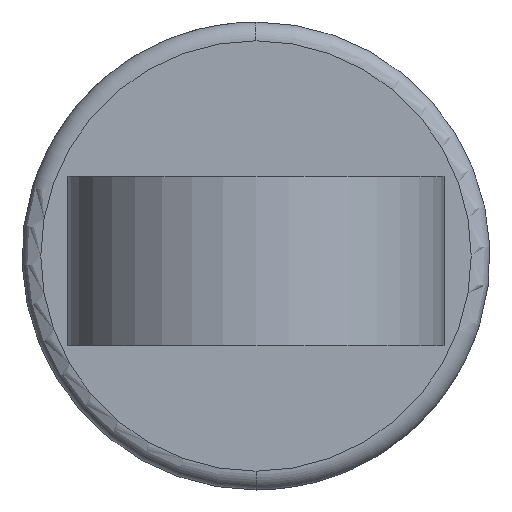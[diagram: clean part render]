
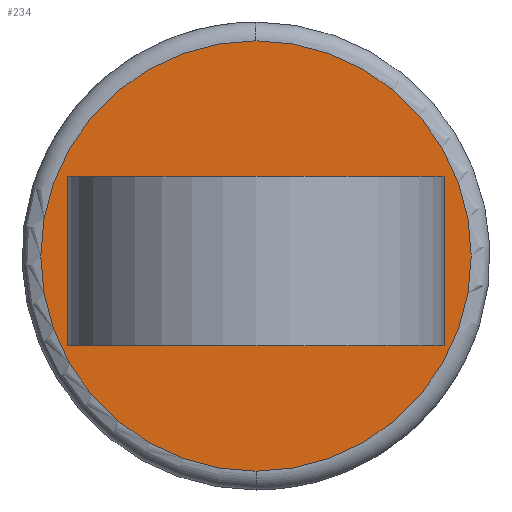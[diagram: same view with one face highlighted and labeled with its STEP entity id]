
A CAD part, left-side view. The second image highlights one B-rep face of the part: STEP entity #234.
In plain terms, the highlighted planar face has unit normal (-1, 0, 0).
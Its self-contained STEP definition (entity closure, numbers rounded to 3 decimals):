
#8 = CARTESIAN_POINT ( 'NONE',  ( 0., 100., -47.679 ) ) ;
#11 = LINE ( 'NONE', #284, #271 ) ;
#18 = DIRECTION ( 'NONE',  ( 0., 0., -1. ) ) ;
#27 = CARTESIAN_POINT ( 'NONE',  ( 0., 0., 114.414 ) ) ;
#30 = DIRECTION ( 'NONE',  ( 0., -1., 0. ) ) ;
#45 = CARTESIAN_POINT ( 'NONE',  ( 0., -100., 42.321 ) ) ;
#50 = VECTOR ( 'NONE', #249, 1000. ) ;
#66 = EDGE_LOOP ( 'NONE', ( #194, #331, #191, #233 ) ) ;
#81 = EDGE_CURVE ( 'NONE', #134, #489, #440, .T. ) ;
#82 = VERTEX_POINT ( 'NONE', #410 ) ;
#98 = CARTESIAN_POINT ( 'NONE',  ( 0., 100., 42.321 ) ) ;
#110 = VERTEX_POINT ( 'NONE', #8 ) ;
#123 = EDGE_CURVE ( 'NONE', #195, #134, #282, .T. ) ;
#125 = CARTESIAN_POINT ( 'NONE',  ( 0., 0., 0. ) ) ;
#134 = VERTEX_POINT ( 'NONE', #45 ) ;
#168 = CARTESIAN_POINT ( 'NONE',  ( 0., 100., 42.321 ) ) ;
#190 = EDGE_CURVE ( 'NONE', #82, #257, #209, .T. ) ;
#191 = ORIENTED_EDGE ( 'NONE', *, *, #81, .F. ) ;
#194 = ORIENTED_EDGE ( 'NONE', *, *, #252, .F. ) ;
#195 = VERTEX_POINT ( 'NONE', #235 ) ;
#204 = DIRECTION ( 'NONE',  ( 0., 0., -1. ) ) ;
#205 = DIRECTION ( 'NONE',  ( 1., 0., 0. ) ) ;
#209 = CIRCLE ( 'NONE', #232, 114.414 ) ;
#232 = AXIS2_PLACEMENT_3D ( 'NONE', #125, #362, #18 ) ;
#233 = ORIENTED_EDGE ( 'NONE', *, *, #123, .F. ) ;
#234 = ADVANCED_FACE ( 'NONE', ( #429, #315 ), #237, .F. ) ;
#235 = CARTESIAN_POINT ( 'NONE',  ( 0., -100., -47.679 ) ) ;
#237 = PLANE ( 'NONE',  #304 ) ;
#249 = DIRECTION ( 'NONE',  ( 0., 1., 0. ) ) ;
#252 = EDGE_CURVE ( 'NONE', #110, #195, #438, .T. ) ;
#257 = VERTEX_POINT ( 'NONE', #27 ) ;
#271 = VECTOR ( 'NONE', #309, 1000. ) ;
#282 = LINE ( 'NONE', #472, #325 ) ;
#284 = CARTESIAN_POINT ( 'NONE',  ( 0., 100., -47.679 ) ) ;
#290 = CARTESIAN_POINT ( 'NONE',  ( 0., 100., -47.679 ) ) ;
#304 = AXIS2_PLACEMENT_3D ( 'NONE', #398, #205, #357 ) ;
#308 = VECTOR ( 'NONE', #30, 1000. ) ;
#309 = DIRECTION ( 'NONE',  ( 0., 0., -1. ) ) ;
#315 = FACE_BOUND ( 'NONE', #66, .T. ) ;
#325 = VECTOR ( 'NONE', #399, 1000. ) ;
#331 = ORIENTED_EDGE ( 'NONE', *, *, #479, .F. ) ;
#344 = ORIENTED_EDGE ( 'NONE', *, *, #190, .T. ) ;
#350 = DIRECTION ( 'NONE',  ( -1., 0., 0. ) ) ;
#357 = DIRECTION ( 'NONE',  ( 0., 0., -1. ) ) ;
#362 = DIRECTION ( 'NONE',  ( -1., 0., 0. ) ) ;
#389 = EDGE_LOOP ( 'NONE', ( #344, #455 ) ) ;
#395 = CARTESIAN_POINT ( 'NONE',  ( 0., 0., 0. ) ) ;
#398 = CARTESIAN_POINT ( 'NONE',  ( 0., 0., 0. ) ) ;
#399 = DIRECTION ( 'NONE',  ( 0., 0., 1. ) ) ;
#410 = CARTESIAN_POINT ( 'NONE',  ( 0., 0., -114.414 ) ) ;
#426 = CIRCLE ( 'NONE', #484, 114.414 ) ;
#429 = FACE_OUTER_BOUND ( 'NONE', #389, .T. ) ;
#438 = LINE ( 'NONE', #290, #308 ) ;
#440 = LINE ( 'NONE', #98, #50 ) ;
#455 = ORIENTED_EDGE ( 'NONE', *, *, #466, .T. ) ;
#466 = EDGE_CURVE ( 'NONE', #257, #82, #426, .T. ) ;
#472 = CARTESIAN_POINT ( 'NONE',  ( 0., -100., -47.679 ) ) ;
#479 = EDGE_CURVE ( 'NONE', #489, #110, #11, .T. ) ;
#484 = AXIS2_PLACEMENT_3D ( 'NONE', #395, #350, #204 ) ;
#489 = VERTEX_POINT ( 'NONE', #168 ) ;
